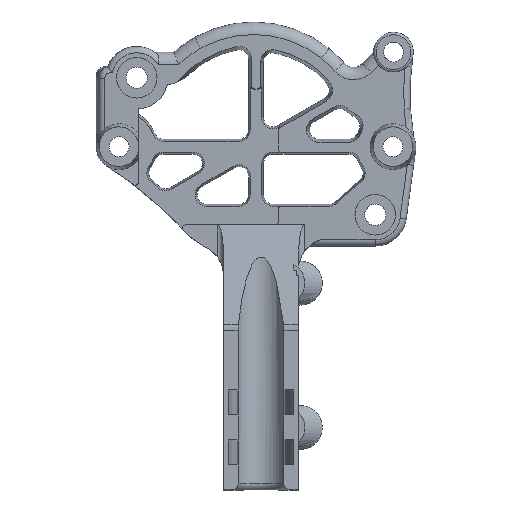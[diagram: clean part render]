
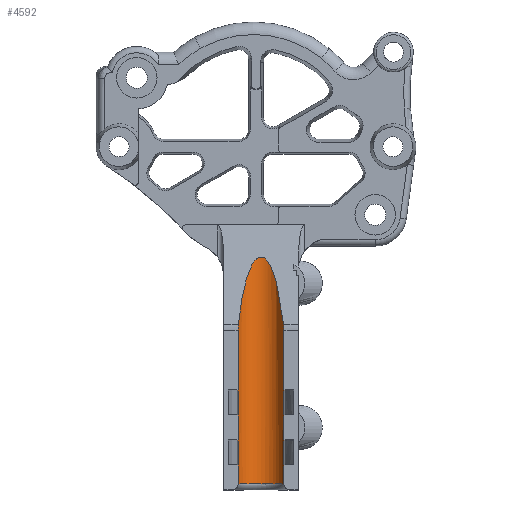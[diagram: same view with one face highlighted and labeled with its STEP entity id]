
A CAD part, top view. The second image highlights one B-rep face of the part: STEP entity #4592.
In plain terms, the highlighted cylindrical face has radius 4 mm (diameter 8 mm), a partial arc.
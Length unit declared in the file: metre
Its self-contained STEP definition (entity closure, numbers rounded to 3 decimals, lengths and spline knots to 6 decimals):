
#120=CYLINDRICAL_SURFACE('',#4977,0.004);
#279=CIRCLE('',#4978,0.004);
#429=ELLIPSE('',#4790,0.019199,0.004);
#482=B_SPLINE_CURVE_WITH_KNOTS('',3,(#7610,#7611,#7612,#7613),
 .UNSPECIFIED.,.F.,.F.,(4,4),(0.,0.001049),
 .UNSPECIFIED.);
#483=B_SPLINE_CURVE_WITH_KNOTS('',3,(#7614,#7615,#7616,#7617),
 .UNSPECIFIED.,.F.,.F.,(4,4),(0.,0.001049),
 .UNSPECIFIED.);
#909=ORIENTED_EDGE('',*,*,#2221,.T.);
#910=ORIENTED_EDGE('',*,*,#2222,.T.);
#911=ORIENTED_EDGE('',*,*,#2143,.T.);
#912=ORIENTED_EDGE('',*,*,#2223,.T.);
#913=ORIENTED_EDGE('',*,*,#2172,.T.);
#914=ORIENTED_EDGE('',*,*,#2224,.T.);
#915=ORIENTED_EDGE('',*,*,#2225,.T.);
#916=ORIENTED_EDGE('',*,*,#1926,.T.);
#917=ORIENTED_EDGE('',*,*,#2226,.T.);
#918=ORIENTED_EDGE('',*,*,#2227,.T.);
#919=ORIENTED_EDGE('',*,*,#2181,.T.);
#920=ORIENTED_EDGE('',*,*,#2228,.T.);
#921=ORIENTED_EDGE('',*,*,#2156,.T.);
#922=ORIENTED_EDGE('',*,*,#2229,.T.);
#1926=EDGE_CURVE('',#2625,#2624,#429,.T.);
#2143=EDGE_CURVE('',#2782,#2780,#3184,.T.);
#2156=EDGE_CURVE('',#2789,#2794,#3192,.T.);
#2172=EDGE_CURVE('',#2803,#2797,#3203,.T.);
#2181=EDGE_CURVE('',#2811,#2810,#3209,.T.);
#2221=EDGE_CURVE('',#2842,#2843,#279,.T.);
#2222=EDGE_CURVE('',#2843,#2782,#3222,.T.);
#2223=EDGE_CURVE('',#2780,#2803,#3223,.T.);
#2224=EDGE_CURVE('',#2797,#2844,#3224,.T.);
#2225=EDGE_CURVE('',#2844,#2625,#482,.T.);
#2226=EDGE_CURVE('',#2624,#2845,#483,.T.);
#2227=EDGE_CURVE('',#2845,#2811,#3225,.T.);
#2228=EDGE_CURVE('',#2810,#2789,#3226,.T.);
#2229=EDGE_CURVE('',#2794,#2842,#3227,.T.);
#2624=VERTEX_POINT('',#6747);
#2625=VERTEX_POINT('',#6749);
#2780=VERTEX_POINT('',#7220);
#2782=VERTEX_POINT('',#7226);
#2789=VERTEX_POINT('',#7250);
#2794=VERTEX_POINT('',#7261);
#2797=VERTEX_POINT('',#7274);
#2803=VERTEX_POINT('',#7287);
#2810=VERTEX_POINT('',#7312);
#2811=VERTEX_POINT('',#7316);
#2842=VERTEX_POINT('',#7604);
#2843=VERTEX_POINT('',#7605);
#2844=VERTEX_POINT('',#7609);
#2845=VERTEX_POINT('',#7618);
#3184=LINE('',#7235,#3542);
#3192=LINE('',#7264,#3550);
#3203=LINE('',#7295,#3561);
#3209=LINE('',#7315,#3567);
#3222=LINE('',#7606,#3580);
#3223=LINE('',#7607,#3581);
#3224=LINE('',#7608,#3582);
#3225=LINE('',#7619,#3583);
#3226=LINE('',#7620,#3584);
#3227=LINE('',#7621,#3585);
#3542=VECTOR('',#5753,1.);
#3550=VECTOR('',#5777,1.);
#3561=VECTOR('',#5806,1.);
#3567=VECTOR('',#5822,1.);
#3580=VECTOR('',#5863,1.);
#3581=VECTOR('',#5864,1.);
#3582=VECTOR('',#5865,1.);
#3583=VECTOR('',#5866,1.);
#3584=VECTOR('',#5867,1.);
#3585=VECTOR('',#5868,1.);
#3862=EDGE_LOOP('',(#909,#910,#911,#912,#913,#914,#915,#916,#917,#918,#919,
#920,#921,#922));
#4176=FACE_BOUND('',#3862,.T.);
#4592=ADVANCED_FACE('',(#4176),#120,.F.);
#4790=AXIS2_PLACEMENT_3D('',#6748,#5328,#5329);
#4977=AXIS2_PLACEMENT_3D('',#7602,#5859,#5860);
#4978=AXIS2_PLACEMENT_3D('',#7603,#5861,#5862);
#5328=DIRECTION('',(0.,0.208,0.978));
#5329=DIRECTION('',(0.,0.978,-0.208));
#5753=DIRECTION('',(0.,1.,0.));
#5777=DIRECTION('',(0.,-1.,0.));
#5806=DIRECTION('',(0.,1.,0.));
#5822=DIRECTION('',(0.,-1.,0.));
#5859=DIRECTION('',(0.,-1.,0.));
#5860=DIRECTION('',(-1.,0.,0.));
#5861=DIRECTION('',(0.,-1.,0.));
#5862=DIRECTION('',(0.,0.,-1.));
#5863=DIRECTION('',(0.,1.,0.));
#5864=DIRECTION('',(0.,1.,0.));
#5865=DIRECTION('',(0.,1.,0.));
#5866=DIRECTION('',(0.,-1.,0.));
#5867=DIRECTION('',(0.,-1.,0.));
#5868=DIRECTION('',(0.,-1.,0.));
#6747=CARTESIAN_POINT('',(0.117336,0.001099,0.092607));
#6748=CARTESIAN_POINT('',(0.120952,-0.006927,0.094316));
#6749=CARTESIAN_POINT('',(0.124568,0.001099,0.092607));
#7220=CARTESIAN_POINT('',(0.124618,-0.017416,0.092716));
#7226=CARTESIAN_POINT('',(0.124618,-0.021416,0.092716));
#7235=CARTESIAN_POINT('',(0.124618,-0.025416,0.092716));
#7250=CARTESIAN_POINT('',(0.117286,-0.017416,0.092716));
#7261=CARTESIAN_POINT('',(0.117286,-0.021416,0.092716));
#7264=CARTESIAN_POINT('',(0.117286,-0.025416,0.092716));
#7274=CARTESIAN_POINT('',(0.124618,-0.009416,0.092716));
#7287=CARTESIAN_POINT('',(0.124618,-0.013416,0.092716));
#7295=CARTESIAN_POINT('',(0.124618,-0.025416,0.092716));
#7312=CARTESIAN_POINT('',(0.117286,-0.013416,0.092716));
#7315=CARTESIAN_POINT('',(0.117286,-0.025416,0.092716));
#7316=CARTESIAN_POINT('',(0.117286,-0.009416,0.092716));
#7602=CARTESIAN_POINT('',(0.120952,-0.025416,0.094316));
#7603=CARTESIAN_POINT('',(0.120952,-0.024416,0.094316));
#7604=CARTESIAN_POINT('',(0.117286,-0.024416,0.092716));
#7605=CARTESIAN_POINT('',(0.124618,-0.024416,0.092716));
#7606=CARTESIAN_POINT('',(0.124618,-0.025416,0.092716));
#7607=CARTESIAN_POINT('',(0.124618,-0.025416,0.092716));
#7608=CARTESIAN_POINT('',(0.124618,-0.025416,0.092716));
#7609=CARTESIAN_POINT('',(0.124618,0.000058,0.092716));
#7610=CARTESIAN_POINT('',(0.124618,0.000058,0.092716));
#7611=CARTESIAN_POINT('',(0.124618,0.000409,0.092716));
#7612=CARTESIAN_POINT('',(0.124602,0.000757,0.09268));
#7613=CARTESIAN_POINT('',(0.124568,0.001099,0.092607));
#7614=CARTESIAN_POINT('',(0.117336,0.001099,0.092607));
#7615=CARTESIAN_POINT('',(0.117301,0.000757,0.09268));
#7616=CARTESIAN_POINT('',(0.117286,0.000409,0.092716));
#7617=CARTESIAN_POINT('',(0.117286,0.000058,0.092716));
#7618=CARTESIAN_POINT('',(0.117286,0.000058,0.092716));
#7619=CARTESIAN_POINT('',(0.117286,-0.025416,0.092716));
#7620=CARTESIAN_POINT('',(0.117286,-0.025416,0.092716));
#7621=CARTESIAN_POINT('',(0.117286,-0.025416,0.092716));
